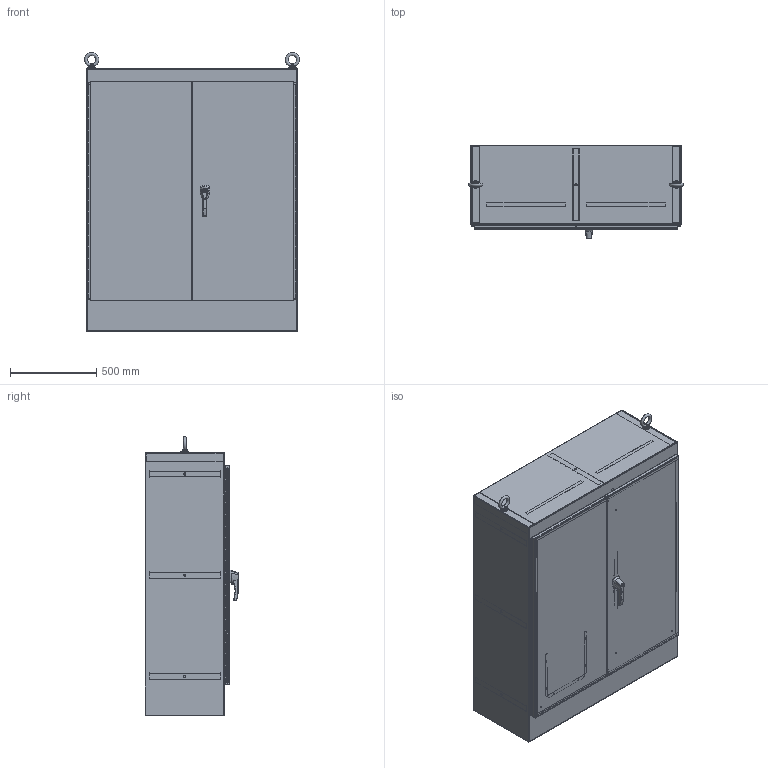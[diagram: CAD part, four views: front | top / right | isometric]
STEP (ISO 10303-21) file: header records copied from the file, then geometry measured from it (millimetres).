
FILE_DESCRIPTION (( 'STEP AP214' ), '1' );
FILE_NAME ('1418AW18.STEP', '2019-10-18T18:40:39', ( '' ), ( '' ), 'SwSTEP 2.0', 'SolidWorks 2019', '' );
FILE_SCHEMA (( 'AUTOMOTIVE_DESIGN' ));
Length unit declared in the file: inch
Products named in the file (1): 1418AW18
Bounding box: 1247.5 x 541.96 x 1618.27 mm (x, y, z)
Volume: 19506338.3 mm3; surface area: 15622600.8 mm2
Topology: 74 solids, 74 shells, 2575 faces, 6883 edges, 4477 vertices
Faces by surface type: plane 1490, cylinder 946, cone 73, bspline 58, torus 8
Full cylindrical faces by diameter (mm): 2.54 x2, 4.394 x1, 4.976 x1, 5.893 x1, 5.918 x1, 6.35 x9, 6.528 x4, 7.112 x4, 7.137 x8, 7.722 x18, 7.805 x1, 7.95 x2, 8.128 x1, 8.255 x1, 8.89 x1, 9.398 x2, 9.525 x1, 9.906 x4, 10.49 x2, 11.125 x1, 11.176 x2, 12.7 x8, 13.335 x1, 13.376 x2, 15.24 x1, 15.875 x4, 16.002 x4, 16.891 x1, 17.45 x2, 17.78 x1
Entity records: 92751 total; most frequent: CARTESIAN_POINT 27222, ORIENTED_EDGE 13476, DIRECTION 13253, EDGE_CURVE 6738, VERTEX_POINT 4469, AXIS2_PLACEMENT_3D 4420, LINE 4413, VECTOR 4413
